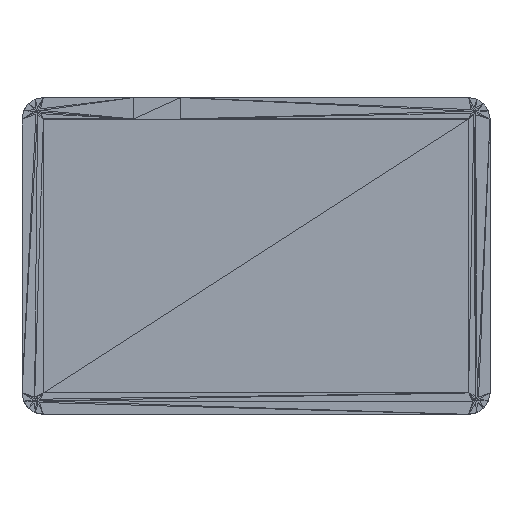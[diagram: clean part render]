
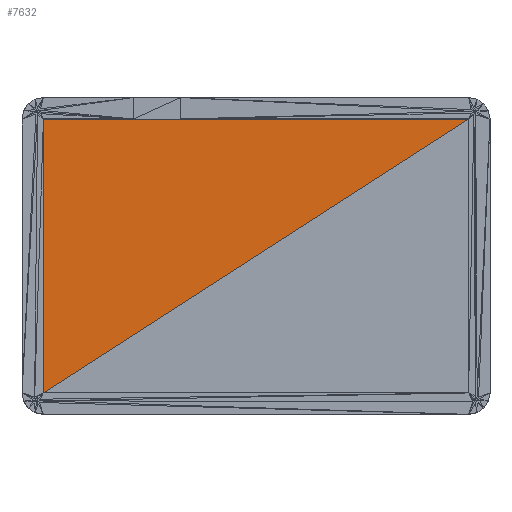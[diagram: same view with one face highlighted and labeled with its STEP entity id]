
A CAD part, top view. The second image highlights one B-rep face of the part: STEP entity #7632.
In plain terms, the highlighted planar face has unit normal (0, 0, 1).
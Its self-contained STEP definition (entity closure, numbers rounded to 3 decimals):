
#464=FACE_OUTER_BOUND('',#1116,.T.);
#1116=EDGE_LOOP('',(#5922,#5923,#5924));
#1713=LINE('',#11568,#2691);
#2016=LINE('',#12181,#2994);
#2017=LINE('',#12182,#2995);
#2691=VECTOR('',#9349,10.);
#2994=VECTOR('',#10100,10.);
#2995=VECTOR('',#10101,10.);
#3435=VERTEX_POINT('',#11542);
#3436=VERTEX_POINT('',#11554);
#3522=VERTEX_POINT('',#12180);
#3991=EDGE_CURVE('',#3435,#3436,#1713,.T.);
#4294=EDGE_CURVE('',#3436,#3522,#2016,.T.);
#4295=EDGE_CURVE('',#3435,#3522,#2017,.T.);
#5922=ORIENTED_EDGE('',*,*,#4294,.F.);
#5923=ORIENTED_EDGE('',*,*,#3991,.F.);
#5924=ORIENTED_EDGE('',*,*,#4295,.T.);
#6980=PLANE('',#8298);
#7632=ADVANCED_FACE('',(#464),#6980,.T.);
#8298=AXIS2_PLACEMENT_3D('',#12179,#10098,#10099);
#9349=DIRECTION('',(0.,1.,0.));
#10098=DIRECTION('center_axis',(0.,0.,1.));
#10099=DIRECTION('ref_axis',(1.,0.,0.));
#10100=DIRECTION('',(1.,0.,0.));
#10101=DIRECTION('',(0.841,0.542,0.));
#11542=CARTESIAN_POINT('',(-49.615,-31.97,-2.5));
#11554=CARTESIAN_POINT('',(-49.615,31.97,-2.5));
#11568=CARTESIAN_POINT('',(-49.615,-31.97,-2.5));
#12179=CARTESIAN_POINT('Origin',(-49.615,-31.97,-2.5));
#12180=CARTESIAN_POINT('',(49.615,31.97,-2.5));
#12181=CARTESIAN_POINT('',(-49.615,31.97,-2.5));
#12182=CARTESIAN_POINT('',(-49.615,-31.97,-2.5));
